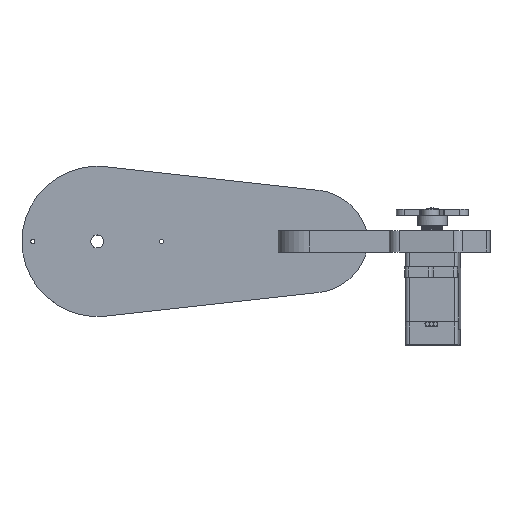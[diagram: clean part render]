
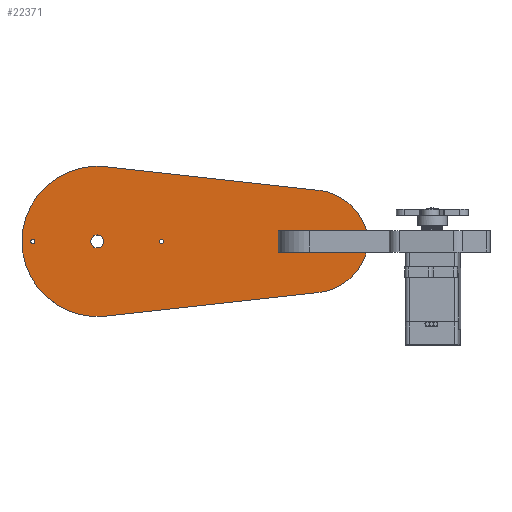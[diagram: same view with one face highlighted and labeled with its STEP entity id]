
A CAD part, top view. The second image highlights one B-rep face of the part: STEP entity #22371.
In plain terms, the highlighted planar face has unit normal (0, 0, 1).
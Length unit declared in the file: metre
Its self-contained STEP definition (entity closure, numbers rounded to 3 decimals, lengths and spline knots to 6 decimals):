
#396=CIRCLE('',#24203,0.012979);
#398=CIRCLE('',#24207,0.0175);
#400=CIRCLE('',#24211,0.012979);
#401=CIRCLE('',#24215,0.0005);
#403=CIRCLE('',#24218,0.0015);
#405=CIRCLE('',#24221,0.0005);
#1949=ORIENTED_EDGE('',*,*,#8559,.F.);
#1950=ORIENTED_EDGE('',*,*,#8557,.F.);
#1951=ORIENTED_EDGE('',*,*,#8555,.F.);
#1952=ORIENTED_EDGE('',*,*,#8529,.F.);
#1953=ORIENTED_EDGE('',*,*,#8533,.T.);
#1954=ORIENTED_EDGE('',*,*,#8536,.T.);
#1955=ORIENTED_EDGE('',*,*,#8539,.F.);
#1956=ORIENTED_EDGE('',*,*,#8542,.T.);
#1957=ORIENTED_EDGE('',*,*,#8545,.T.);
#1958=ORIENTED_EDGE('',*,*,#8548,.T.);
#1959=ORIENTED_EDGE('',*,*,#8551,.T.);
#1960=ORIENTED_EDGE('',*,*,#8554,.T.);
#1961=ORIENTED_EDGE('',*,*,#8562,.F.);
#8529=EDGE_CURVE('',#11857,#11858,#14117,.T.);
#8533=EDGE_CURVE('',#11857,#11860,#14121,.T.);
#8536=EDGE_CURVE('',#11860,#11862,#396,.T.);
#8539=EDGE_CURVE('',#11864,#11862,#14125,.T.);
#8542=EDGE_CURVE('',#11864,#11866,#398,.T.);
#8545=EDGE_CURVE('',#11866,#11868,#14129,.T.);
#8548=EDGE_CURVE('',#11868,#11870,#400,.T.);
#8551=EDGE_CURVE('',#11870,#11872,#14133,.T.);
#8554=EDGE_CURVE('',#11872,#11874,#14136,.T.);
#8555=EDGE_CURVE('',#11875,#11875,#401,.T.);
#8557=EDGE_CURVE('',#11877,#11877,#403,.T.);
#8559=EDGE_CURVE('',#11879,#11879,#405,.T.);
#8562=EDGE_CURVE('',#11858,#11874,#14138,.T.);
#11857=VERTEX_POINT('',#33366);
#11858=VERTEX_POINT('',#33368);
#11860=VERTEX_POINT('',#33374);
#11862=VERTEX_POINT('',#33380);
#11864=VERTEX_POINT('',#33386);
#11866=VERTEX_POINT('',#33392);
#11868=VERTEX_POINT('',#33398);
#11870=VERTEX_POINT('',#33404);
#11872=VERTEX_POINT('',#33410);
#11874=VERTEX_POINT('',#33416);
#11875=VERTEX_POINT('',#33420);
#11877=VERTEX_POINT('',#33425);
#11879=VERTEX_POINT('',#33430);
#14117=LINE('',#33367,#16375);
#14121=LINE('',#33375,#16379);
#14125=LINE('',#33387,#16383);
#14129=LINE('',#33399,#16387);
#14133=LINE('',#33411,#16391);
#14136=LINE('',#33417,#16394);
#14138=LINE('',#33435,#16396);
#16375=VECTOR('',#26580,1.);
#16379=VECTOR('',#26586,1.);
#16383=VECTOR('',#26598,1.);
#16387=VECTOR('',#26610,1.);
#16391=VECTOR('',#26622,1.);
#16394=VECTOR('',#26627,1.);
#16396=VECTOR('',#26649,1.);
#18647=EDGE_LOOP('',(#1949));
#18648=EDGE_LOOP('',(#1950));
#18649=EDGE_LOOP('',(#1951));
#18650=EDGE_LOOP('',(#1952,#1953,#1954,#1955,#1956,#1957,#1958,#1959,#1960,
#1961));
#20126=FACE_BOUND('',#18647,.T.);
#20127=FACE_BOUND('',#18648,.T.);
#20128=FACE_BOUND('',#18649,.T.);
#20129=FACE_BOUND('',#18650,.T.);
#21567=PLANE('',#24224);
#22371=ADVANCED_FACE('',(#20126,#20127,#20128,#20129),#21567,.T.);
#24203=AXIS2_PLACEMENT_3D('',#33381,#26592,#26593);
#24207=AXIS2_PLACEMENT_3D('',#33393,#26604,#26605);
#24211=AXIS2_PLACEMENT_3D('',#33405,#26616,#26617);
#24215=AXIS2_PLACEMENT_3D('',#33419,#26630,#26631);
#24218=AXIS2_PLACEMENT_3D('',#33424,#26636,#26637);
#24221=AXIS2_PLACEMENT_3D('',#33429,#26642,#26643);
#24224=AXIS2_PLACEMENT_3D('',#33436,#26650,#26651);
#26580=DIRECTION('',(-1.,0.,0.));
#26586=DIRECTION('',(-0.284,0.959,0.));
#26592=DIRECTION('',(0.,0.,1.));
#26593=DIRECTION('',(1.,0.,0.));
#26598=DIRECTION('',(0.994,-0.11,0.));
#26604=DIRECTION('',(0.,0.,1.));
#26605=DIRECTION('',(1.,0.,0.));
#26610=DIRECTION('',(0.994,0.11,0.));
#26616=DIRECTION('',(0.,0.,1.));
#26617=DIRECTION('',(1.,0.,0.));
#26622=DIRECTION('',(0.284,0.959,0.));
#26627=DIRECTION('',(-1.,0.,0.));
#26630=DIRECTION('',(0.,0.,1.));
#26631=DIRECTION('',(1.,0.,0.));
#26636=DIRECTION('',(0.,0.,1.));
#26637=DIRECTION('',(1.,0.,0.));
#26642=DIRECTION('',(0.,0.,1.));
#26643=DIRECTION('',(1.,0.,0.));
#26649=DIRECTION('',(0.,-1.,0.));
#26650=DIRECTION('',(0.,0.,1.));
#26651=DIRECTION('',(1.,0.,0.));
#33366=CARTESIAN_POINT('',(0.081512,0.002688,0.003));
#33367=CARTESIAN_POINT('',(0.075156,0.002688,0.003));
#33368=CARTESIAN_POINT('',(0.0688,0.002688,0.003));
#33374=CARTESIAN_POINT('',(0.081461,0.00286,0.003));
#33375=CARTESIAN_POINT('',(0.081486,0.002774,0.003));
#33380=CARTESIAN_POINT('',(0.070447,0.012071,0.003));
#33381=CARTESIAN_POINT('',(0.069017,-0.000829,0.003));
#33386=CARTESIAN_POINT('',(0.020728,0.017582,0.003));
#33387=CARTESIAN_POINT('',(0.045587,0.014826,0.003));
#33392=CARTESIAN_POINT('',(0.020728,-0.017205,0.003));
#33393=CARTESIAN_POINT('',(0.0188,0.000188,0.003));
#33398=CARTESIAN_POINT('',(0.070447,-0.011694,0.003));
#33399=CARTESIAN_POINT('',(0.045587,-0.01445,0.003));
#33404=CARTESIAN_POINT('',(0.081461,-0.002483,0.003));
#33405=CARTESIAN_POINT('',(0.069017,0.001206,0.003));
#33410=CARTESIAN_POINT('',(0.081512,-0.002312,0.003));
#33411=CARTESIAN_POINT('',(0.081486,-0.002397,0.003));
#33416=CARTESIAN_POINT('',(0.0688,-0.002312,0.003));
#33417=CARTESIAN_POINT('',(0.075156,-0.002312,0.003));
#33419=CARTESIAN_POINT('',(0.0338,0.000188,0.003));
#33420=CARTESIAN_POINT('',(0.0343,0.000188,0.003));
#33424=CARTESIAN_POINT('',(0.0188,0.000188,0.003));
#33425=CARTESIAN_POINT('',(0.0203,0.000188,0.003));
#33429=CARTESIAN_POINT('',(0.0038,0.000188,0.003));
#33430=CARTESIAN_POINT('',(0.0043,0.000188,0.003));
#33435=CARTESIAN_POINT('',(0.0688,0.000188,0.003));
#33436=CARTESIAN_POINT('',(0.041406,0.000188,0.003));
